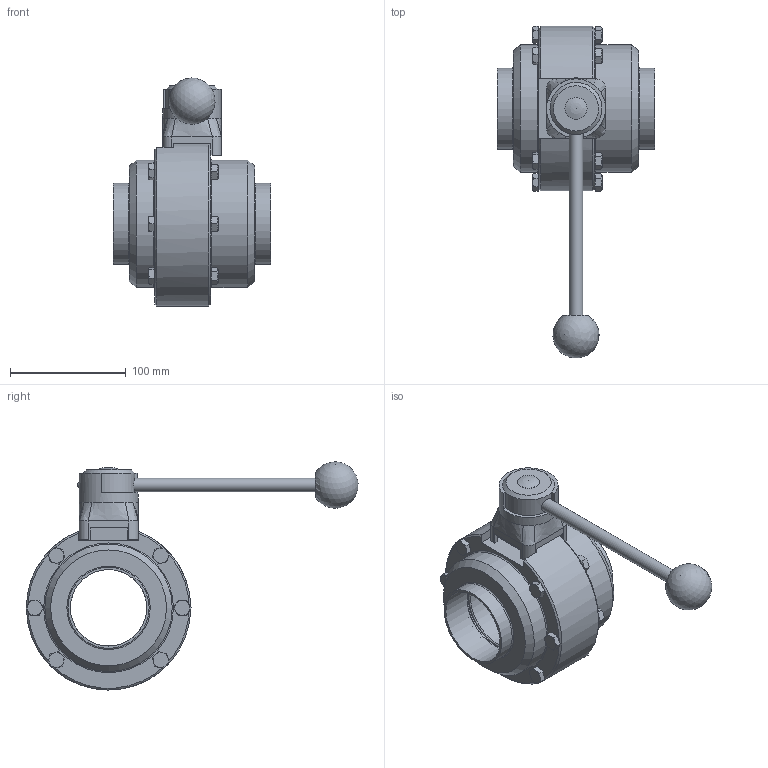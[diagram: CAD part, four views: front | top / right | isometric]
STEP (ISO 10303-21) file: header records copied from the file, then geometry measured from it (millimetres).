
FILE_DESCRIPTION((''),'2;1');
FILE_NAME('69322065XX00.stp','2014-07-23T13:14:11',('hehmen'),(''),'Autodesk Inventor 2011','Autodesk Inventor 2011','');
FILE_SCHEMA(('AUTOMOTIVE_DESIGN { 1 0 10303 214 1 1 1 1 }'));
Length unit declared in the file: millimetre
Products named in the file (1): 69322065XX00
Bounding box: 136 x 286.6 x 196.97 mm (x, y, z)
Volume: 1042414.7 mm3; surface area: 228535.9 mm2
Topology: 1 solids, 15 shells, 426 faces, 1047 edges, 659 vertices
Faces by surface type: plane 203, cylinder 84, cone 74, bspline 33, torus 26, sphere 6
Full cylindrical faces by diameter (mm): 6.2 x1, 6.5 x1, 7 x2, 8 x6, 8.5 x6, 10.106 x1, 10.5 x1, 11.63 x6, 11.8 x2, 12 x1, 12.8 x1, 15.8 x1, 16 x1, 18.5 x1, 19 x1, 19.5 x1, 26.2 x1, 51 x1, 66 x3, 68 x2, 68.1 x2, 70 x2, 75 x2, 88 x6, 92.6 x2, 107 x1, 107.6 x1, 110 x2, 113.5 x1, 113.6 x1
Entity records: 13117 total; most frequent: CARTESIAN_POINT 3876, DIRECTION 1743, ORIENTED_EDGE 1704, EDGE_CURVE 852, AXIS2_PLACEMENT_3D 726, EDGE_LOOP 628, VERTEX_POINT 600, STYLED_ITEM 427
